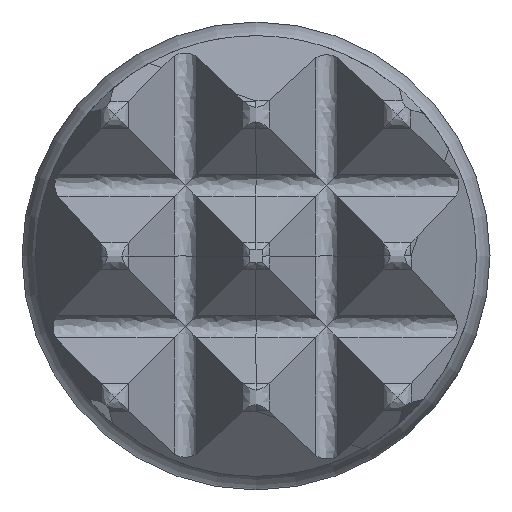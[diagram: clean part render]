
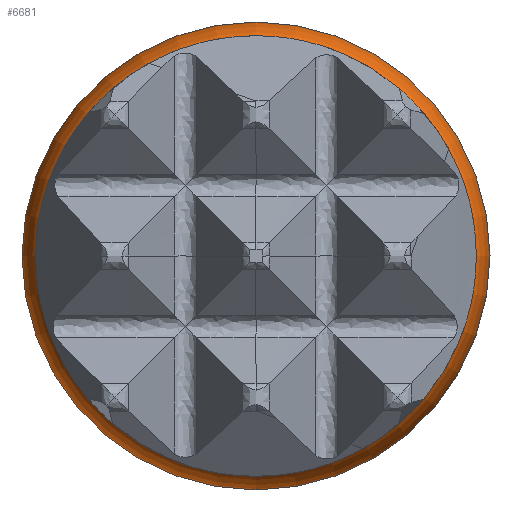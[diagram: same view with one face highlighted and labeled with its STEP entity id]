
A CAD part, left-side view. The second image highlights one B-rep face of the part: STEP entity #6681.
In plain terms, the highlighted toroidal (fillet/blend) face has major radius 0.252 mm and minor radius 0.14 mm.
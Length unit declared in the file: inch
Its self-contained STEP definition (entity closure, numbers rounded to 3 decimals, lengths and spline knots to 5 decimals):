
#454 = AXIS2_PLACEMENT_3D ( 'NONE', #6500, #2984, #3568 ) ;
#1351 = CARTESIAN_POINT ( 'NONE',  ( 0.03536, 0., -0.0154 ) ) ;
#1794 = DIRECTION ( 'NONE',  ( -1., 0., 0. ) ) ;
#2197 = VERTEX_POINT ( 'NONE', #3768 ) ;
#2984 = DIRECTION ( 'NONE',  ( -1., 0., 0. ) ) ;
#3384 = EDGE_CURVE ( 'NONE', #5889, #5889, #3686, .T. ) ;
#3568 = DIRECTION ( 'NONE',  ( 0., 0., -1. ) ) ;
#3686 = CIRCLE ( 'NONE', #5407, 0.0154 ) ;
#3768 = CARTESIAN_POINT ( 'NONE',  ( 0.03189, 0., -0.01417 ) ) ;
#3997 = CIRCLE ( 'NONE', #454, 0.01417 ) ;
#4057 = CARTESIAN_POINT ( 'NONE',  ( 0.03536, 0., 0. ) ) ;
#4364 = TOROIDAL_SURFACE ( 'NONE', #4449, 0.0099, 0.0055 ) ;
#4449 = AXIS2_PLACEMENT_3D ( 'NONE', #4057, #1794, #6945 ) ;
#4657 = DIRECTION ( 'NONE',  ( -1., 0., 0. ) ) ;
#5175 = ORIENTED_EDGE ( 'NONE', *, *, #6967, .F. ) ;
#5407 = AXIS2_PLACEMENT_3D ( 'NONE', #7578, #4657, #6456 ) ;
#5889 = VERTEX_POINT ( 'NONE', #1351 ) ;
#6070 = ORIENTED_EDGE ( 'NONE', *, *, #3384, .T. ) ;
#6209 = FACE_OUTER_BOUND ( 'NONE', #7091, .T. ) ;
#6399 = FACE_OUTER_BOUND ( 'NONE', #7230, .T. ) ;
#6456 = DIRECTION ( 'NONE',  ( 0., 0., -1. ) ) ;
#6500 = CARTESIAN_POINT ( 'NONE',  ( 0.03189, 0., 0. ) ) ;
#6681 = ADVANCED_FACE ( 'NONE', ( #6209, #6399 ), #4364, .T. ) ;
#6945 = DIRECTION ( 'NONE',  ( 0., 0., -1. ) ) ;
#6967 = EDGE_CURVE ( 'NONE', #2197, #2197, #3997, .T. ) ;
#7091 = EDGE_LOOP ( 'NONE', ( #6070 ) ) ;
#7230 = EDGE_LOOP ( 'NONE', ( #5175 ) ) ;
#7578 = CARTESIAN_POINT ( 'NONE',  ( 0.03536, 0., 0. ) ) ;
